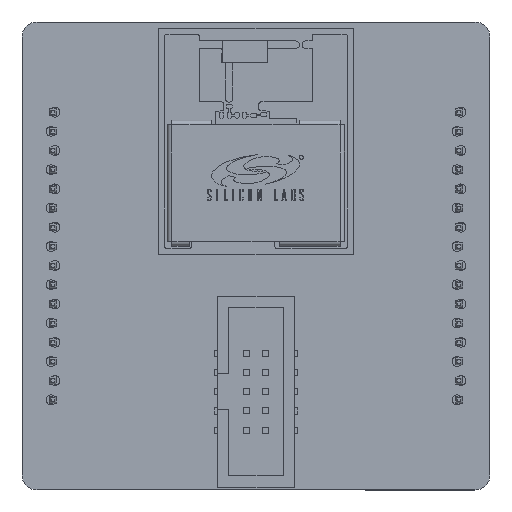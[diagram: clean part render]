
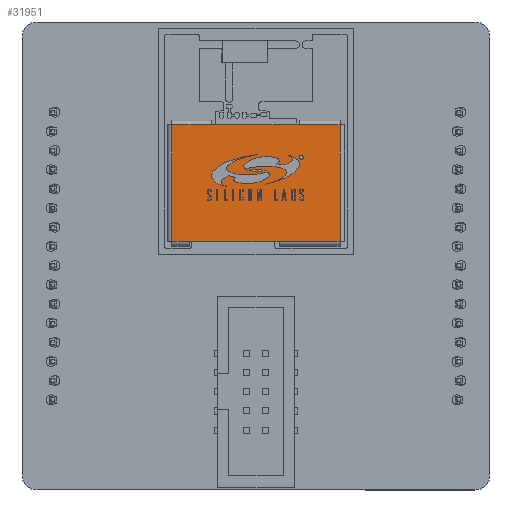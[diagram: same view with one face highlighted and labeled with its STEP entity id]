
A CAD part, top view. The second image highlights one B-rep face of the part: STEP entity #31951.
In plain terms, the highlighted planar face has unit normal (0, 0, 1).
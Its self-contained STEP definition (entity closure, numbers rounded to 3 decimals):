
#1425=FACE_OUTER_BOUND('',#3256,.T.);
#3256=EDGE_LOOP('',(#21768,#21769,#21770,#21771,#21772,#21773,#21774,#21775));
#5403=LINE('',#45494,#9530);
#5404=LINE('',#45496,#9531);
#5405=LINE('',#45498,#9532);
#5406=LINE('',#45500,#9533);
#5407=LINE('',#45502,#9534);
#5408=LINE('',#45504,#9535);
#5409=LINE('',#45506,#9536);
#5410=LINE('',#45507,#9537);
#9530=VECTOR('',#36872,1.);
#9531=VECTOR('',#36873,1.);
#9532=VECTOR('',#36874,1.);
#9533=VECTOR('',#36875,1.);
#9534=VECTOR('',#36876,1.);
#9535=VECTOR('',#36877,1.);
#9536=VECTOR('',#36878,1.);
#9537=VECTOR('',#36879,1.);
#13555=VERTEX_POINT('',#45492);
#13556=VERTEX_POINT('',#45493);
#13557=VERTEX_POINT('',#45495);
#13558=VERTEX_POINT('',#45497);
#13559=VERTEX_POINT('',#45499);
#13560=VERTEX_POINT('',#45501);
#13561=VERTEX_POINT('',#45503);
#13562=VERTEX_POINT('',#45505);
#16703=EDGE_CURVE('',#13555,#13556,#5403,.T.);
#16704=EDGE_CURVE('',#13556,#13557,#5404,.T.);
#16705=EDGE_CURVE('',#13557,#13558,#5405,.T.);
#16706=EDGE_CURVE('',#13559,#13558,#5406,.T.);
#16707=EDGE_CURVE('',#13559,#13560,#5407,.T.);
#16708=EDGE_CURVE('',#13561,#13560,#5408,.T.);
#16709=EDGE_CURVE('',#13562,#13561,#5409,.T.);
#16710=EDGE_CURVE('',#13562,#13555,#5410,.T.);
#21768=ORIENTED_EDGE('',*,*,#16703,.T.);
#21769=ORIENTED_EDGE('',*,*,#16704,.T.);
#21770=ORIENTED_EDGE('',*,*,#16705,.T.);
#21771=ORIENTED_EDGE('',*,*,#16706,.F.);
#21772=ORIENTED_EDGE('',*,*,#16707,.T.);
#21773=ORIENTED_EDGE('',*,*,#16708,.F.);
#21774=ORIENTED_EDGE('',*,*,#16709,.F.);
#21775=ORIENTED_EDGE('',*,*,#16710,.T.);
#30198=PLANE('',#33985);
#31951=ADVANCED_FACE('',(#1425),#30198,.F.);
#33985=AXIS2_PLACEMENT_3D('',#45491,#36870,#36871);
#36870=DIRECTION('center_axis',(0.,0.,-1.));
#36871=DIRECTION('ref_axis',(0.,-1.,0.));
#36872=DIRECTION('',(1.,0.,0.));
#36873=DIRECTION('',(1.,0.,0.));
#36874=DIRECTION('',(0.,1.,0.));
#36875=DIRECTION('',(1.,0.,0.));
#36876=DIRECTION('',(-1.,0.,0.));
#36877=DIRECTION('',(1.,0.,0.));
#36878=DIRECTION('',(0.,1.,0.));
#36879=DIRECTION('',(1.,0.,0.));
#45491=CARTESIAN_POINT('Origin',(1.55,-1.45,2.025));
#45492=CARTESIAN_POINT('',(-4.403,-6.646,2.025));
#45493=CARTESIAN_POINT('',(1.537,-6.646,2.025));
#45494=CARTESIAN_POINT('',(-4.403,-6.646,2.025));
#45495=CARTESIAN_POINT('',(5.567,-6.646,2.025));
#45496=CARTESIAN_POINT('',(1.55,-6.646,2.025));
#45497=CARTESIAN_POINT('',(5.567,1.084,2.025));
#45498=CARTESIAN_POINT('',(5.567,-1.45,2.025));
#45499=CARTESIAN_POINT('',(2.867,1.084,2.025));
#45500=CARTESIAN_POINT('',(1.55,1.084,2.025));
#45501=CARTESIAN_POINT('',(-2.958,1.084,2.025));
#45502=CARTESIAN_POINT('',(-2.958,1.084,2.025));
#45503=CARTESIAN_POINT('',(-5.583,1.084,2.025));
#45504=CARTESIAN_POINT('',(1.55,1.084,2.025));
#45505=CARTESIAN_POINT('',(-5.583,-6.646,2.025));
#45506=CARTESIAN_POINT('',(-5.583,-1.45,2.025));
#45507=CARTESIAN_POINT('',(1.55,-6.646,2.025));
